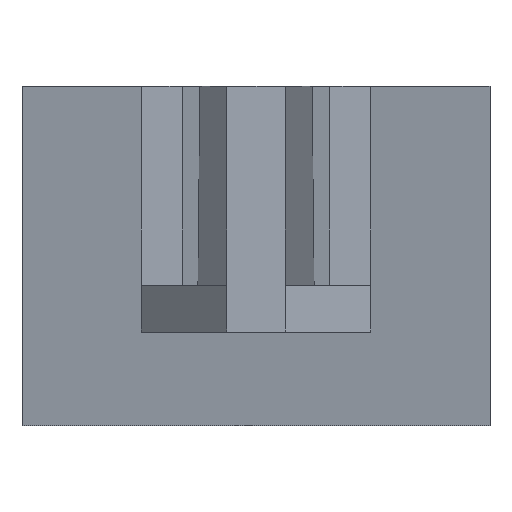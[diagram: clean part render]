
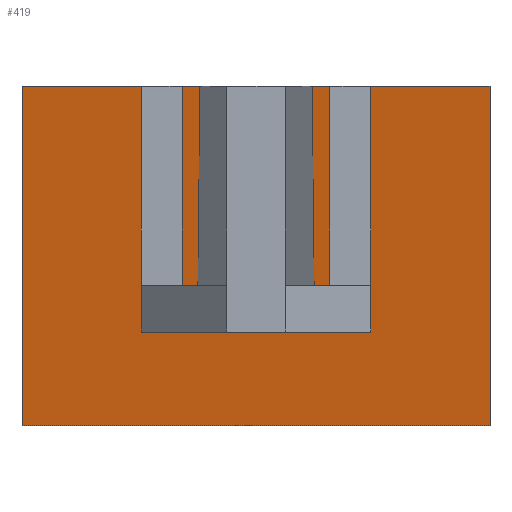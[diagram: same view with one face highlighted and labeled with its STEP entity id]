
A CAD part, front view. The second image highlights one B-rep face of the part: STEP entity #419.
In plain terms, the highlighted planar face has unit normal (0, -0.985, -0.174).
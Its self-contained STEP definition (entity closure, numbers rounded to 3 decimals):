
#62 = VERTEX_POINT('',#63);
#63 = CARTESIAN_POINT('',(5.,54.8,-4.));
#69 = EDGE_CURVE('',#70,#62,#72,.T.);
#70 = VERTEX_POINT('',#71);
#71 = CARTESIAN_POINT('',(4.794,51.097,17.));
#72 = LINE('',#73,#74);
#73 = CARTESIAN_POINT('',(4.969,54.246,-0.86)
  );
#74 = VECTOR('',#75,1.);
#75 = DIRECTION('',(0.01,0.174,-0.985));
#294 = VERTEX_POINT('',#295);
#295 = CARTESIAN_POINT('',(-5.,54.8,-4.));
#301 = EDGE_CURVE('',#294,#62,#302,.T.);
#302 = LINE('',#303,#304);
#303 = CARTESIAN_POINT('',(-5.,54.8,-4.));
#304 = VECTOR('',#305,1.);
#305 = DIRECTION('',(1.,0.,0.));
#386 = VERTEX_POINT('',#387);
#387 = CARTESIAN_POINT('',(-4.794,51.097,17.));
#419 = ADVANCED_FACE('',(#420),#468,.T.);
#420 = FACE_BOUND('',#421,.T.);
#421 = EDGE_LOOP('',(#422,#432,#440,#448,#454,#455,#456,#462));
#422 = ORIENTED_EDGE('',*,*,#423,.F.);
#423 = EDGE_CURVE('',#424,#426,#428,.T.);
#424 = VERTEX_POINT('',#425);
#425 = CARTESIAN_POINT('',(-20.,56.211,-12.));
#426 = VERTEX_POINT('',#427);
#427 = CARTESIAN_POINT('',(-20.,51.097,17.));
#428 = LINE('',#429,#430);
#429 = CARTESIAN_POINT('',(-20.,56.211,-12.));
#430 = VECTOR('',#431,1.);
#431 = DIRECTION('',(0.,-0.174,0.985)
  );
#432 = ORIENTED_EDGE('',*,*,#433,.T.);
#433 = EDGE_CURVE('',#424,#434,#436,.T.);
#434 = VERTEX_POINT('',#435);
#435 = CARTESIAN_POINT('',(20.,56.211,-12.));
#436 = LINE('',#437,#438);
#437 = CARTESIAN_POINT('',(-20.,56.211,-12.));
#438 = VECTOR('',#439,1.);
#439 = DIRECTION('',(1.,0.,0.));
#440 = ORIENTED_EDGE('',*,*,#441,.T.);
#441 = EDGE_CURVE('',#434,#442,#444,.T.);
#442 = VERTEX_POINT('',#443);
#443 = CARTESIAN_POINT('',(20.,51.097,17.));
#444 = LINE('',#445,#446);
#445 = CARTESIAN_POINT('',(20.,56.211,-12.));
#446 = VECTOR('',#447,1.);
#447 = DIRECTION('',(0.,-0.174,0.985)
  );
#448 = ORIENTED_EDGE('',*,*,#449,.F.);
#449 = EDGE_CURVE('',#70,#442,#450,.T.);
#450 = LINE('',#451,#452);
#451 = CARTESIAN_POINT('',(-20.,51.097,17.));
#452 = VECTOR('',#453,1.);
#453 = DIRECTION('',(1.,0.,0.));
#454 = ORIENTED_EDGE('',*,*,#69,.T.);
#455 = ORIENTED_EDGE('',*,*,#301,.F.);
#456 = ORIENTED_EDGE('',*,*,#457,.T.);
#457 = EDGE_CURVE('',#294,#386,#458,.T.);
#458 = LINE('',#459,#460);
#459 = CARTESIAN_POINT('',(-4.971,54.28,
    -1.05));
#460 = VECTOR('',#461,1.);
#461 = DIRECTION('',(0.01,-0.174,0.985)
  );
#462 = ORIENTED_EDGE('',*,*,#463,.F.);
#463 = EDGE_CURVE('',#426,#386,#464,.T.);
#464 = LINE('',#465,#466);
#465 = CARTESIAN_POINT('',(-20.,51.097,17.));
#466 = VECTOR('',#467,1.);
#467 = DIRECTION('',(1.,0.,0.));
#468 = PLANE('',#469);
#469 = AXIS2_PLACEMENT_3D('',#470,#471,#472);
#470 = CARTESIAN_POINT('',(-20.,56.211,-12.));
#471 = DIRECTION('',(0.,-0.985,-0.174
    ));
#472 = DIRECTION('',(0.,-0.174,0.985)
  );
